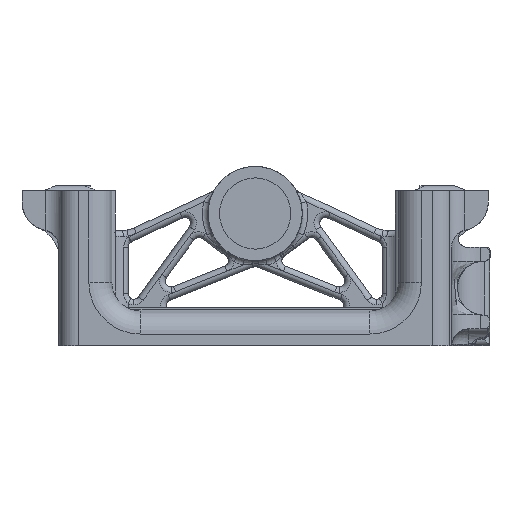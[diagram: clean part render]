
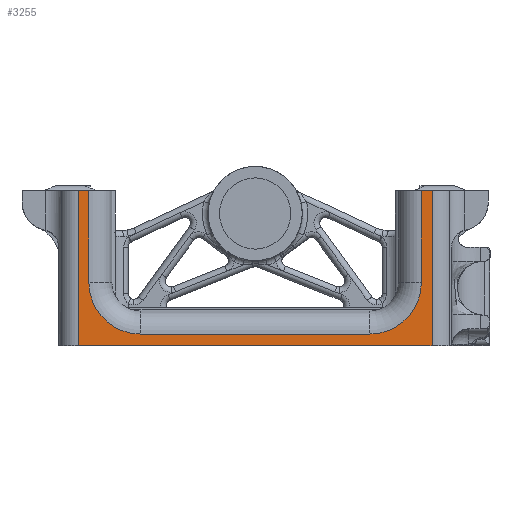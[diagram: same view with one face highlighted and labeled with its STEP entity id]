
A CAD part, left-side view. The second image highlights one B-rep face of the part: STEP entity #3255.
In plain terms, the highlighted planar face has unit normal (-1, 0, 0).
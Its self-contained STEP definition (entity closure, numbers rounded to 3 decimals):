
#58 = LINE ( 'NONE', #20439, #19128 ) ;
#651 = VERTEX_POINT ( 'NONE', #14908 ) ;
#1005 = DIRECTION ( 'NONE',  ( 1., 0., 0. ) ) ;
#1257 = VECTOR ( 'NONE', #12574, 1000. ) ;
#1352 = DIRECTION ( 'NONE',  ( 0., 1., 0. ) ) ;
#1727 = VECTOR ( 'NONE', #17869, 1000. ) ;
#2162 = ORIENTED_EDGE ( 'NONE', *, *, #3971, .T. ) ;
#2393 = DIRECTION ( 'NONE',  ( 0., 0., 1. ) ) ;
#3255 = ADVANCED_FACE ( 'NONE', ( #13212 ), #18045, .F. ) ;
#3696 = AXIS2_PLACEMENT_3D ( 'NONE', #11158, #1005, #18069 ) ;
#3823 = ORIENTED_EDGE ( 'NONE', *, *, #19368, .T. ) ;
#3971 = EDGE_CURVE ( 'NONE', #12751, #11401, #19495, .T. ) ;
#4020 = EDGE_CURVE ( 'NONE', #11115, #8310, #8289, .T. ) ;
#4052 = LINE ( 'NONE', #5389, #9093 ) ;
#4283 = DIRECTION ( 'NONE',  ( 0., 1., 0. ) ) ;
#4846 = EDGE_CURVE ( 'NONE', #651, #8310, #20668, .T. ) ;
#5389 = CARTESIAN_POINT ( 'NONE',  ( -62.2, 28.95, -3. ) ) ;
#5444 = LINE ( 'NONE', #18874, #1727 ) ;
#6417 = DIRECTION ( 'NONE',  ( 0., 0., -1. ) ) ;
#6636 = DIRECTION ( 'NONE',  ( 0., 1., 0. ) ) ;
#6678 = DIRECTION ( 'NONE',  ( 0., 0., 1. ) ) ;
#7285 = CARTESIAN_POINT ( 'NONE',  ( -62.2, 0., 0. ) ) ;
#7520 = EDGE_CURVE ( 'NONE', #8448, #13055, #17621, .T. ) ;
#7576 = ORIENTED_EDGE ( 'NONE', *, *, #9852, .T. ) ;
#7649 = ORIENTED_EDGE ( 'NONE', *, *, #13424, .T. ) ;
#7932 = DIRECTION ( 'NONE',  ( 1., 0., 0. ) ) ;
#8289 = LINE ( 'NONE', #19740, #15617 ) ;
#8310 = VERTEX_POINT ( 'NONE', #15962 ) ;
#8448 = VERTEX_POINT ( 'NONE', #21799 ) ;
#8541 = VECTOR ( 'NONE', #4283, 1000. ) ;
#8643 = CIRCLE ( 'NONE', #3696, 9. ) ;
#8967 = ORIENTED_EDGE ( 'NONE', *, *, #20026, .T. ) ;
#9001 = CARTESIAN_POINT ( 'NONE',  ( -62.2, 30.8, -27. ) ) ;
#9040 = CARTESIAN_POINT ( 'NONE',  ( -62.2, 0., 0. ) ) ;
#9093 = VECTOR ( 'NONE', #2393, 1000. ) ;
#9848 = LINE ( 'NONE', #19636, #18638 ) ;
#9852 = EDGE_CURVE ( 'NONE', #16055, #13822, #4052, .T. ) ;
#10010 = AXIS2_PLACEMENT_3D ( 'NONE', #11604, #17866, #6417 ) ;
#10630 = ORIENTED_EDGE ( 'NONE', *, *, #17465, .T. ) ;
#10699 = LINE ( 'NONE', #9040, #8541 ) ;
#11042 = CARTESIAN_POINT ( 'NONE',  ( -62.2, 28.95, -16. ) ) ;
#11115 = VERTEX_POINT ( 'NONE', #13948 ) ;
#11158 = CARTESIAN_POINT ( 'NONE',  ( -62.2, 19.95, -16. ) ) ;
#11247 = CARTESIAN_POINT ( 'NONE',  ( -62.2, 0., -3. ) ) ;
#11375 = VERTEX_POINT ( 'NONE', #13707 ) ;
#11401 = VERTEX_POINT ( 'NONE', #15563 ) ;
#11464 = CARTESIAN_POINT ( 'NONE',  ( -62.2, -28.95, -16. ) ) ;
#11604 = CARTESIAN_POINT ( 'NONE',  ( -62.2, -19.95, -16. ) ) ;
#12574 = DIRECTION ( 'NONE',  ( 0., 1., 0. ) ) ;
#12731 = ORIENTED_EDGE ( 'NONE', *, *, #7520, .T. ) ;
#12751 = VERTEX_POINT ( 'NONE', #11464 ) ;
#12829 = ORIENTED_EDGE ( 'NONE', *, *, #4846, .T. ) ;
#12943 = ORIENTED_EDGE ( 'NONE', *, *, #4020, .F. ) ;
#13055 = VERTEX_POINT ( 'NONE', #19438 ) ;
#13212 = FACE_OUTER_BOUND ( 'NONE', #16278, .T. ) ;
#13424 = EDGE_CURVE ( 'NONE', #13055, #12751, #5444, .T. ) ;
#13707 = CARTESIAN_POINT ( 'NONE',  ( -62.2, 19.95, -25. ) ) ;
#13822 = VERTEX_POINT ( 'NONE', #21362 ) ;
#13948 = CARTESIAN_POINT ( 'NONE',  ( -62.2, -30.8, -27. ) ) ;
#14908 = CARTESIAN_POINT ( 'NONE',  ( -62.2, 30.8, 0. ) ) ;
#15563 = CARTESIAN_POINT ( 'NONE',  ( -62.2, -19.95, -25. ) ) ;
#15617 = VECTOR ( 'NONE', #6636, 1000. ) ;
#15696 = DIRECTION ( 'NONE',  ( 0., 0., -1. ) ) ;
#15734 = EDGE_CURVE ( 'NONE', #11401, #11375, #9848, .T. ) ;
#15962 = CARTESIAN_POINT ( 'NONE',  ( -62.2, 30.8, -27. ) ) ;
#16055 = VERTEX_POINT ( 'NONE', #11042 ) ;
#16278 = EDGE_LOOP ( 'NONE', ( #8967, #7576, #10630, #12829, #12943, #3823, #12731, #7649, #2162, #18034 ) ) ;
#17465 = EDGE_CURVE ( 'NONE', #13822, #651, #10699, .T. ) ;
#17621 = LINE ( 'NONE', #7285, #1257 ) ;
#17834 = DIRECTION ( 'NONE',  ( 0., 0., -1. ) ) ;
#17866 = DIRECTION ( 'NONE',  ( 1., 0., 0. ) ) ;
#17869 = DIRECTION ( 'NONE',  ( 0., 0., -1. ) ) ;
#18034 = ORIENTED_EDGE ( 'NONE', *, *, #15734, .T. ) ;
#18045 = PLANE ( 'NONE',  #19465 ) ;
#18069 = DIRECTION ( 'NONE',  ( 0., 0., -1. ) ) ;
#18638 = VECTOR ( 'NONE', #1352, 1000. ) ;
#18874 = CARTESIAN_POINT ( 'NONE',  ( -62.2, -28.95, -16. ) ) ;
#19128 = VECTOR ( 'NONE', #6678, 1000. ) ;
#19172 = VECTOR ( 'NONE', #15696, 1000. ) ;
#19368 = EDGE_CURVE ( 'NONE', #11115, #8448, #58, .T. ) ;
#19438 = CARTESIAN_POINT ( 'NONE',  ( -62.2, -28.95, 0. ) ) ;
#19465 = AXIS2_PLACEMENT_3D ( 'NONE', #11247, #7932, #17834 ) ;
#19495 = CIRCLE ( 'NONE', #10010, 9. ) ;
#19636 = CARTESIAN_POINT ( 'NONE',  ( -62.2, 0., -25. ) ) ;
#19740 = CARTESIAN_POINT ( 'NONE',  ( -62.2, -34.2, -27. ) ) ;
#20026 = EDGE_CURVE ( 'NONE', #11375, #16055, #8643, .T. ) ;
#20439 = CARTESIAN_POINT ( 'NONE',  ( -62.2, -30.8, -3. ) ) ;
#20668 = LINE ( 'NONE', #9001, #19172 ) ;
#21362 = CARTESIAN_POINT ( 'NONE',  ( -62.2, 28.95, 0. ) ) ;
#21799 = CARTESIAN_POINT ( 'NONE',  ( -62.2, -30.8, 0. ) ) ;
